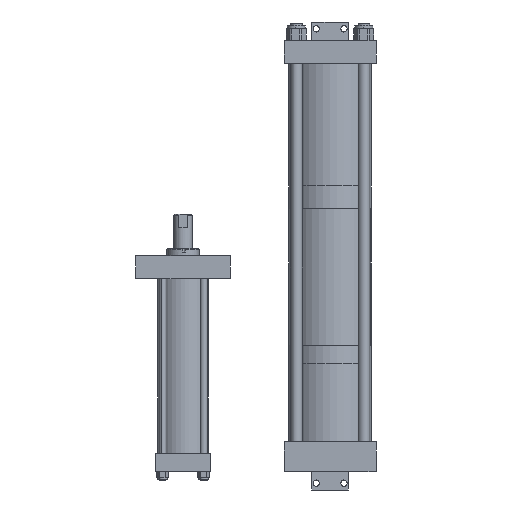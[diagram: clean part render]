
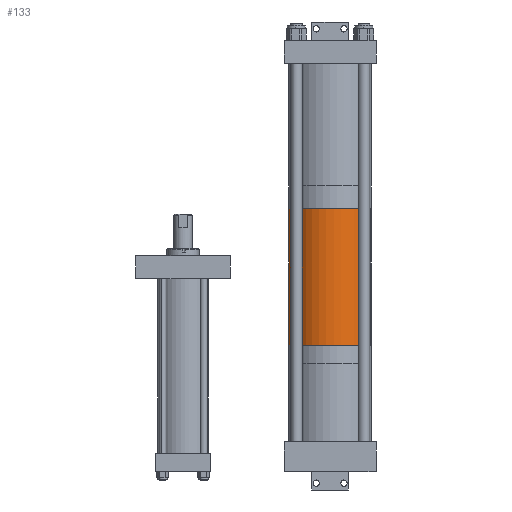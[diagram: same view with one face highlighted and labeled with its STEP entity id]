
A CAD part, front view. The second image highlights one B-rep face of the part: STEP entity #133.
In plain terms, the highlighted cylindrical face has radius 57.15 mm (diameter 114.3 mm), a partial arc.
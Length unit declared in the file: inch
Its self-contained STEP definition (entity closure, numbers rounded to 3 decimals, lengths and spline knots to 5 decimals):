
#133 = ADVANCED_FACE ( 'NONE', ( #8896 ), #9071, .T. ) ;
#333 = DIRECTION ( 'NONE',  ( -1., 0., 0. ) ) ;
#1339 = VERTEX_POINT ( 'NONE', #4952 ) ;
#1426 = EDGE_CURVE ( 'NONE', #7033, #7098, #4105, .T. ) ;
#1667 = EDGE_CURVE ( 'NONE', #9570, #7033, #10258, .T. ) ;
#1733 = CARTESIAN_POINT ( 'NONE',  ( 0., 0., 0. ) ) ;
#2532 = LINE ( 'NONE', #8155, #9089 ) ;
#2563 = EDGE_LOOP ( 'NONE', ( #3926, #8707, #7327, #4495 ) ) ;
#3689 = DIRECTION ( 'NONE',  ( 0., 0., -1. ) ) ;
#3757 = CARTESIAN_POINT ( 'NONE',  ( 2.25, 0., 0. ) ) ;
#3926 = ORIENTED_EDGE ( 'NONE', *, *, #9498, .F. ) ;
#4105 = CIRCLE ( 'NONE', #13065, 2.25 ) ;
#4495 = ORIENTED_EDGE ( 'NONE', *, *, #1426, .T. ) ;
#4931 = CARTESIAN_POINT ( 'NONE',  ( 0., 0., 7.405 ) ) ;
#4952 = CARTESIAN_POINT ( 'NONE',  ( 2.25, 0., 7.405 ) ) ;
#5165 = CARTESIAN_POINT ( 'NONE',  ( 0., 0., 7.405 ) ) ;
#5265 = DIRECTION ( 'NONE',  ( 0., 0., -1. ) ) ;
#5347 = DIRECTION ( 'NONE',  ( 1., 0., 0. ) ) ;
#5951 = AXIS2_PLACEMENT_3D ( 'NONE', #4931, #8366, #333 ) ;
#6352 = DIRECTION ( 'NONE',  ( 0., 0., 1. ) ) ;
#7033 = VERTEX_POINT ( 'NONE', #12702 ) ;
#7098 = VERTEX_POINT ( 'NONE', #3757 ) ;
#7327 = ORIENTED_EDGE ( 'NONE', *, *, #1667, .T. ) ;
#7402 = AXIS2_PLACEMENT_3D ( 'NONE', #5165, #6352, #14159 ) ;
#7814 = VECTOR ( 'NONE', #5265, 39.37008 ) ;
#8155 = CARTESIAN_POINT ( 'NONE',  ( 2.25, 0., 7.405 ) ) ;
#8227 = CIRCLE ( 'NONE', #7402, 2.25 ) ;
#8366 = DIRECTION ( 'NONE',  ( 0., 0., -1. ) ) ;
#8707 = ORIENTED_EDGE ( 'NONE', *, *, #8767, .F. ) ;
#8767 = EDGE_CURVE ( 'NONE', #9570, #1339, #8227, .T. ) ;
#8896 = FACE_OUTER_BOUND ( 'NONE', #2563, .T. ) ;
#9071 = CYLINDRICAL_SURFACE ( 'NONE', #5951, 2.25 ) ;
#9089 = VECTOR ( 'NONE', #3689, 39.37008 ) ;
#9498 = EDGE_CURVE ( 'NONE', #1339, #7098, #2532, .T. ) ;
#9570 = VERTEX_POINT ( 'NONE', #12933 ) ;
#10258 = LINE ( 'NONE', #14210, #7814 ) ;
#12702 = CARTESIAN_POINT ( 'NONE',  ( -2.25, 0., 0. ) ) ;
#12933 = CARTESIAN_POINT ( 'NONE',  ( -2.25, 0., 7.405 ) ) ;
#13065 = AXIS2_PLACEMENT_3D ( 'NONE', #1733, #13115, #5347 ) ;
#13115 = DIRECTION ( 'NONE',  ( 0., 0., 1. ) ) ;
#14159 = DIRECTION ( 'NONE',  ( 1., 0., 0. ) ) ;
#14210 = CARTESIAN_POINT ( 'NONE',  ( -2.25, 0., 7.405 ) ) ;
